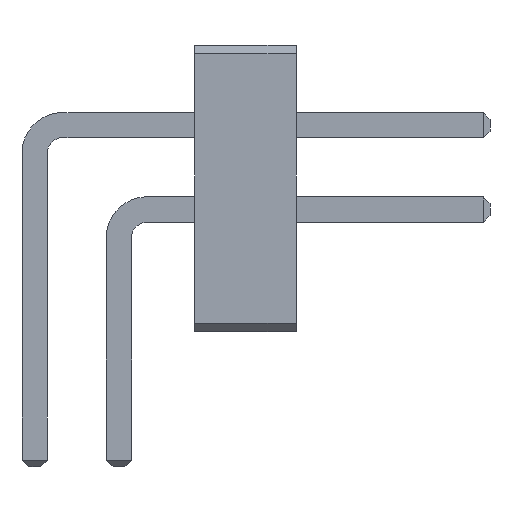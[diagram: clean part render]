
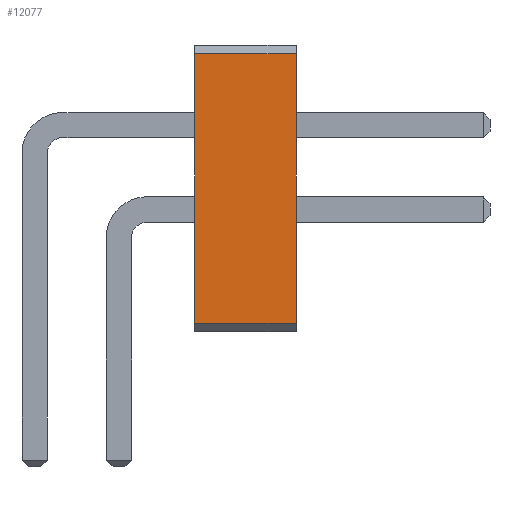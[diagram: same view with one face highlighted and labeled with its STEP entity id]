
A CAD part, front view. The second image highlights one B-rep face of the part: STEP entity #12077.
In plain terms, the highlighted planar face has unit normal (0, -1, 0).
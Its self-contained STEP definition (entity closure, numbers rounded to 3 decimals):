
#935 = VERTEX_POINT('',#936);
#936 = CARTESIAN_POINT('',(3.1,-35.5,2.7));
#942 = EDGE_CURVE('',#943,#935,#945,.T.);
#943 = VERTEX_POINT('',#944);
#944 = CARTESIAN_POINT('',(3.1,-35.5,-0.5));
#945 = LINE('',#946,#947);
#946 = CARTESIAN_POINT('',(3.1,-35.5,-0.6));
#947 = VECTOR('',#948,1.);
#948 = DIRECTION('',(0.,0.,1.));
#5151 = VERTEX_POINT('',#5152);
#5152 = CARTESIAN_POINT('',(1.9,-35.5,-0.5));
#5158 = EDGE_CURVE('',#5151,#5159,#5161,.T.);
#5159 = VERTEX_POINT('',#5160);
#5160 = CARTESIAN_POINT('',(1.9,-35.5,2.7));
#5161 = LINE('',#5162,#5163);
#5162 = CARTESIAN_POINT('',(1.9,-35.5,-0.6));
#5163 = VECTOR('',#5164,1.);
#5164 = DIRECTION('',(0.,0.,1.));
#12067 = EDGE_CURVE('',#943,#5151,#12068,.T.);
#12068 = LINE('',#12069,#12070);
#12069 = CARTESIAN_POINT('',(3.1,-35.5,-0.5));
#12070 = VECTOR('',#12071,1.);
#12071 = DIRECTION('',(-1.,0.,0.));
#12077 = ADVANCED_FACE('',(#12078),#12089,.F.);
#12078 = FACE_BOUND('',#12079,.F.);
#12079 = EDGE_LOOP('',(#12080,#12081,#12082,#12083));
#12080 = ORIENTED_EDGE('',*,*,#942,.F.);
#12081 = ORIENTED_EDGE('',*,*,#12067,.T.);
#12082 = ORIENTED_EDGE('',*,*,#5158,.T.);
#12083 = ORIENTED_EDGE('',*,*,#12084,.F.);
#12084 = EDGE_CURVE('',#935,#5159,#12085,.T.);
#12085 = LINE('',#12086,#12087);
#12086 = CARTESIAN_POINT('',(3.1,-35.5,2.7));
#12087 = VECTOR('',#12088,1.);
#12088 = DIRECTION('',(-1.,0.,0.));
#12089 = PLANE('',#12090);
#12090 = AXIS2_PLACEMENT_3D('',#12091,#12092,#12093);
#12091 = CARTESIAN_POINT('',(3.1,-35.5,-0.6));
#12092 = DIRECTION('',(0.,1.,0.));
#12093 = DIRECTION('',(0.,0.,1.));
